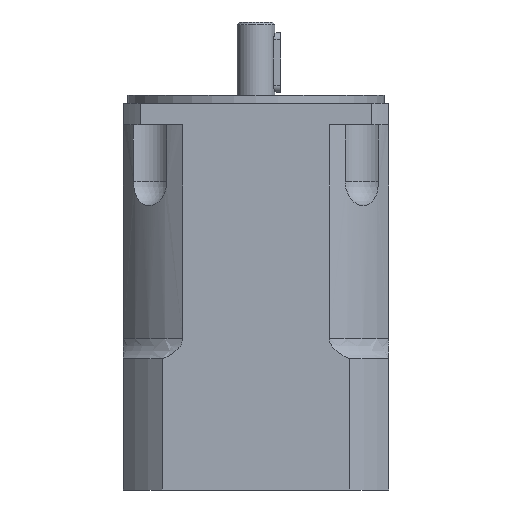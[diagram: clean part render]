
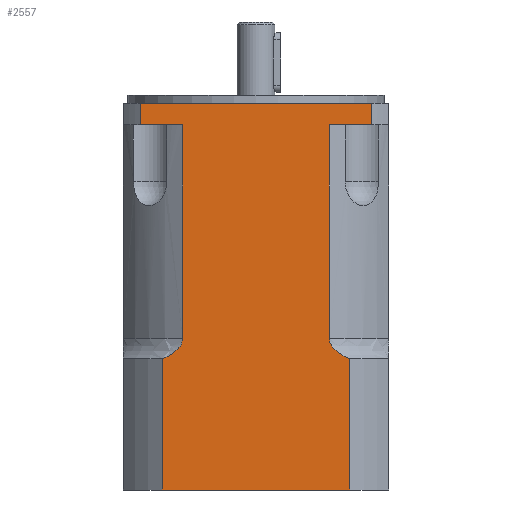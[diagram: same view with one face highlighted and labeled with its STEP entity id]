
A CAD part, front view. The second image highlights one B-rep face of the part: STEP entity #2557.
In plain terms, the highlighted planar face has unit normal (0, -1, 0).
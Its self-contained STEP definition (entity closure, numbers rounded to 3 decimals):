
#929=CARTESIAN_POINT('',(-42.708,-49.0,143.0));
#930=VERTEX_POINT('',#929);
#931=CARTESIAN_POINT('',(-42.708,-49.0,135.0));
#932=VERTEX_POINT('',#931);
#933=CARTESIAN_POINT('',(-42.708,-49.0,143.0));
#934=DIRECTION('',(0.0,0.0,-1.0));
#935=VECTOR('',#934,8.0);
#936=LINE('',#933,#935);
#937=EDGE_CURVE('',#930,#932,#936,.T.);
#981=CARTESIAN_POINT('',(42.708,-49.0,143.0));
#982=VERTEX_POINT('',#981);
#990=CARTESIAN_POINT('',(42.708,-49.0,135.0));
#991=VERTEX_POINT('',#990);
#992=CARTESIAN_POINT('',(42.708,-49.0,135.0));
#993=DIRECTION('',(0.0,0.0,1.0));
#994=VECTOR('',#993,8.0);
#995=LINE('',#992,#994);
#996=EDGE_CURVE('',#991,#982,#995,.T.);
#1286=CARTESIAN_POINT('',(-27.111,-49.,135.0));
#1287=VERTEX_POINT('',#1286);
#1295=CARTESIAN_POINT('',(-27.111,-49.,135.0));
#1296=DIRECTION('',(-1.0,0.0,0.0));
#1297=VECTOR('',#1296,15.597);
#1298=LINE('',#1295,#1297);
#1299=EDGE_CURVE('',#1287,#932,#1298,.T.);
#1522=CARTESIAN_POINT('',(27.111,-49.,135.0));
#1523=VERTEX_POINT('',#1522);
#1524=CARTESIAN_POINT('',(42.708,-49.0,135.0));
#1525=DIRECTION('',(-1.0,0.0,0.0));
#1526=VECTOR('',#1525,15.597);
#1527=LINE('',#1524,#1526);
#1528=EDGE_CURVE('',#991,#1523,#1527,.T.);
#1717=CARTESIAN_POINT('',(42.708,-49.0,143.0));
#1718=DIRECTION('',(-1.0,0.0,0.0));
#1719=VECTOR('',#1718,85.417);
#1720=LINE('',#1717,#1719);
#1721=EDGE_CURVE('',#982,#930,#1720,.T.);
#2098=CARTESIAN_POINT('',(-27.111,-49.,56.));
#2099=VERTEX_POINT('',#2098);
#2100=CARTESIAN_POINT('',(-34.627,-49.,48.517));
#2101=VERTEX_POINT('',#2100);
#2102=CARTESIAN_POINT('',(-27.111,-49.,56.));
#2103=CARTESIAN_POINT('',(-27.111,-49.,55.781));
#2104=CARTESIAN_POINT('',(-27.129,-49.,55.539));
#2105=CARTESIAN_POINT('',(-27.167,-49.,55.302));
#2106=CARTESIAN_POINT('',(-27.193,-49.,55.14));
#2107=CARTESIAN_POINT('',(-27.228,-49.,54.98));
#2108=CARTESIAN_POINT('',(-27.268,-49.,54.829));
#2109=CARTESIAN_POINT('',(-27.302,-49.,54.704));
#2110=CARTESIAN_POINT('',(-27.339,-49.,54.587));
#2111=CARTESIAN_POINT('',(-27.383,-49.,54.464));
#2112=CARTESIAN_POINT('',(-27.504,-49.,54.123));
#2113=CARTESIAN_POINT('',(-27.676,-49.,53.767));
#2114=CARTESIAN_POINT('',(-27.859,-49.,53.459));
#2115=CARTESIAN_POINT('',(-27.946,-49.,53.314));
#2116=CARTESIAN_POINT('',(-28.032,-49.,53.181));
#2117=CARTESIAN_POINT('',(-28.127,-49.,53.045));
#2118=CARTESIAN_POINT('',(-28.494,-49.,52.519));
#2119=CARTESIAN_POINT('',(-28.958,-49.,52.01));
#2120=CARTESIAN_POINT('',(-29.464,-49.,51.552));
#2121=CARTESIAN_POINT('',(-29.913,-49.,51.144));
#2122=CARTESIAN_POINT('',(-30.396,-49.,50.775));
#2123=CARTESIAN_POINT('',(-30.866,-49.,50.455));
#2124=CARTESIAN_POINT('',(-31.045,-49.,50.333));
#2125=CARTESIAN_POINT('',(-31.222,-49.,50.218));
#2126=CARTESIAN_POINT('',(-31.408,-49.,50.102));
#2127=CARTESIAN_POINT('',(-32.265,-49.,49.569));
#2128=CARTESIAN_POINT('',(-33.244,-49.,49.077));
#2129=CARTESIAN_POINT('',(-34.237,-49.,48.671));
#2130=CARTESIAN_POINT('',(-34.367,-49.,48.618));
#2131=CARTESIAN_POINT('',(-34.497,-49.,48.567));
#2132=CARTESIAN_POINT('',(-34.627,-49.,48.517));
#2133=B_SPLINE_CURVE_WITH_KNOTS('',3,(#2102,#2103,#2104,#2105,#2106,#2107,#2108,#2109,#2110,#2111,#2112,#2113,#2114,#2115,#2116,#2117,#2118,#2119,#2120,#2121,#2122,#2123,#2124,#2125,#2126,#2127,#2128,#2129,#2130,#2131,#2132),.UNSPECIFIED.,.F.,.U.,(4,3,3,3,3,3,3,3,3,3,4),(3.462,3.528,3.573,3.61,3.714,3.762,3.95,4.118,4.182,4.477,4.515),.UNSPECIFIED.);
#2134=EDGE_CURVE('',#2099,#2101,#2133,.T.);
#2296=CARTESIAN_POINT('',(-27.111,-49.,135.0));
#2297=DIRECTION('',(0.0,0.0,-1.0));
#2298=VECTOR('',#2297,79.);
#2299=LINE('',#2296,#2298);
#2300=EDGE_CURVE('',#1287,#2099,#2299,.T.);
#2351=CARTESIAN_POINT('',(27.111,-49.,56.));
#2352=VERTEX_POINT('',#2351);
#2360=CARTESIAN_POINT('',(34.627,-49.,48.517));
#2361=VERTEX_POINT('',#2360);
#2362=CARTESIAN_POINT('',(34.627,-49.,48.517));
#2363=CARTESIAN_POINT('',(33.74,-49.,48.859));
#2364=CARTESIAN_POINT('',(32.851,-49.,49.271));
#2365=CARTESIAN_POINT('',(32.04,-49.,49.728));
#2366=CARTESIAN_POINT('',(31.748,-49.,49.893));
#2367=CARTESIAN_POINT('',(31.465,-49.,50.063));
#2368=CARTESIAN_POINT('',(31.196,-49.,50.236));
#2369=CARTESIAN_POINT('',(31.021,-49.,50.349));
#2370=CARTESIAN_POINT('',(30.852,-49.,50.463));
#2371=CARTESIAN_POINT('',(30.678,-49.,50.585));
#2372=CARTESIAN_POINT('',(30.028,-49.,51.043));
#2373=CARTESIAN_POINT('',(29.366,-49.,51.593));
#2374=CARTESIAN_POINT('',(28.808,-49.,52.201));
#2375=CARTESIAN_POINT('',(28.622,-49.,52.403));
#2376=CARTESIAN_POINT('',(28.447,-49.,52.612));
#2377=CARTESIAN_POINT('',(28.287,-49.,52.824));
#2378=CARTESIAN_POINT('',(28.173,-49.,52.976));
#2379=CARTESIAN_POINT('',(28.065,-49.,53.131));
#2380=CARTESIAN_POINT('',(27.966,-49.,53.285));
#2381=CARTESIAN_POINT('',(27.889,-49.,53.407));
#2382=CARTESIAN_POINT('',(27.812,-49.,53.537));
#2383=CARTESIAN_POINT('',(27.737,-49.,53.673));
#2384=CARTESIAN_POINT('',(27.63,-49.,53.871));
#2385=CARTESIAN_POINT('',(27.53,-49.,54.082));
#2386=CARTESIAN_POINT('',(27.447,-49.,54.291));
#2387=CARTESIAN_POINT('',(27.397,-49.,54.418));
#2388=CARTESIAN_POINT('',(27.353,-49.,54.545));
#2389=CARTESIAN_POINT('',(27.316,-49.,54.666));
#2390=CARTESIAN_POINT('',(27.281,-49.,54.778));
#2391=CARTESIAN_POINT('',(27.25,-49.,54.894));
#2392=CARTESIAN_POINT('',(27.222,-49.,55.015));
#2393=CARTESIAN_POINT('',(27.153,-49.,55.322));
#2394=CARTESIAN_POINT('',(27.114,-49.,55.655));
#2395=CARTESIAN_POINT('',(27.111,-49.,55.952));
#2396=CARTESIAN_POINT('',(27.111,-49.,55.968));
#2397=CARTESIAN_POINT('',(27.111,-49.,55.984));
#2398=CARTESIAN_POINT('',(27.111,-49.,56.));
#2399=B_SPLINE_CURVE_WITH_KNOTS('',3,(#2362,#2363,#2364,#2365,#2366,#2367,#2368,#2369,#2370,#2371,#2372,#2373,#2374,#2375,#2376,#2377,#2378,#2379,#2380,#2381,#2382,#2383,#2384,#2385,#2386,#2387,#2388,#2389,#2390,#2391,#2392,#2393,#2394,#2395,#2396,#2397,#2398),.UNSPECIFIED.,.F.,.U.,(4,3,3,3,3,3,3,3,3,3,3,3,4),(2.409,2.672,2.767,2.829,3.059,3.136,3.191,3.234,3.297,3.335,3.369,3.457,3.462),.UNSPECIFIED.);
#2400=EDGE_CURVE('',#2361,#2352,#2399,.T.);
#2419=CARTESIAN_POINT('',(27.111,-49.,56.));
#2420=DIRECTION('',(0.0,0.0,1.0));
#2421=VECTOR('',#2420,79.);
#2422=LINE('',#2419,#2421);
#2423=EDGE_CURVE('',#2352,#1523,#2422,.T.);
#2439=CARTESIAN_POINT('',(34.627,-49.,0.0));
#2440=VERTEX_POINT('',#2439);
#2441=CARTESIAN_POINT('',(34.627,-49.,48.517));
#2442=DIRECTION('',(0.0,0.0,-1.0));
#2443=VECTOR('',#2442,48.517);
#2444=LINE('',#2441,#2443);
#2445=EDGE_CURVE('',#2361,#2440,#2444,.T.);
#2515=CARTESIAN_POINT('',(-34.627,-49.,0.0));
#2516=VERTEX_POINT('',#2515);
#2524=CARTESIAN_POINT('',(-34.627,-49.,0.0));
#2525=DIRECTION('',(0.0,0.0,1.0));
#2526=VECTOR('',#2525,48.517);
#2527=LINE('',#2524,#2526);
#2528=EDGE_CURVE('',#2516,#2101,#2527,.T.);
#2533=CARTESIAN_POINT('',(-49.,-49.,135.0));
#2534=DIRECTION('',(0.0,-1.0,0.0));
#2535=DIRECTION('',(0.0,0.0,-1.0));
#2536=AXIS2_PLACEMENT_3D('',#2533,#2534,#2535);
#2537=PLANE('',#2536);
#2538=ORIENTED_EDGE('',*,*,#937,.T.);
#2539=ORIENTED_EDGE('',*,*,#1299,.F.);
#2540=ORIENTED_EDGE('',*,*,#2300,.T.);
#2541=ORIENTED_EDGE('',*,*,#2134,.T.);
#2542=ORIENTED_EDGE('',*,*,#2528,.F.);
#2543=CARTESIAN_POINT('',(34.627,-49.,0.0));
#2544=DIRECTION('',(-1.0,0.0,0.0));
#2545=VECTOR('',#2544,69.253);
#2546=LINE('',#2543,#2545);
#2547=EDGE_CURVE('',#2440,#2516,#2546,.T.);
#2548=ORIENTED_EDGE('',*,*,#2547,.F.);
#2549=ORIENTED_EDGE('',*,*,#2445,.F.);
#2550=ORIENTED_EDGE('',*,*,#2400,.T.);
#2551=ORIENTED_EDGE('',*,*,#2423,.T.);
#2552=ORIENTED_EDGE('',*,*,#1528,.F.);
#2553=ORIENTED_EDGE('',*,*,#996,.T.);
#2554=ORIENTED_EDGE('',*,*,#1721,.T.);
#2555=EDGE_LOOP('',(#2538,#2539,#2540,#2541,#2542,#2548,#2549,#2550,#2551,#2552,#2553,#2554));
#2556=FACE_OUTER_BOUND('',#2555,.T.);
#2557=ADVANCED_FACE('',(#2556),#2537,.T.);
